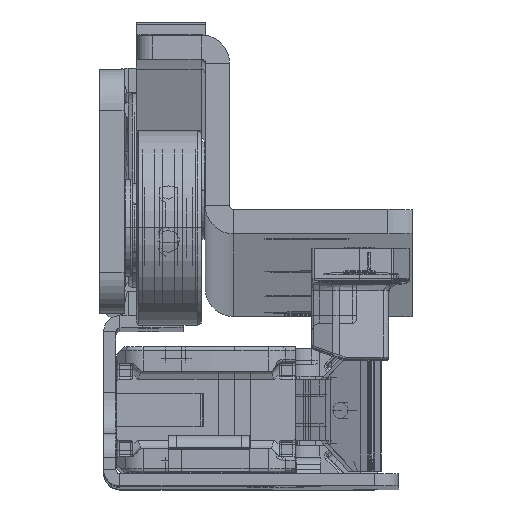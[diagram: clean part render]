
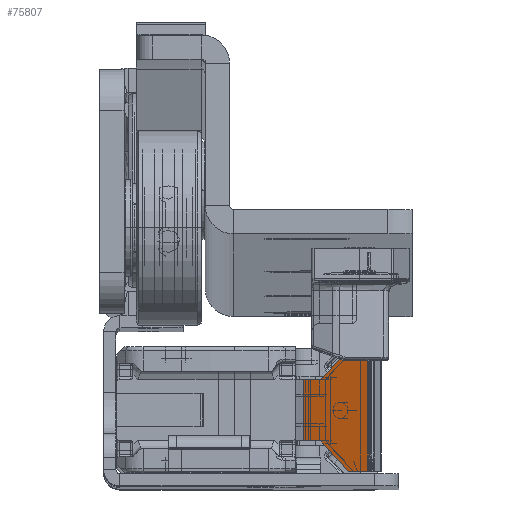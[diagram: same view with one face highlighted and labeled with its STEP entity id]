
A CAD part, top view. The second image highlights one B-rep face of the part: STEP entity #75807.
In plain terms, the highlighted face is planar.
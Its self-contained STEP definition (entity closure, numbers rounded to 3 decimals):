
#1905 = DIRECTION ( 'NONE',  ( 0., 0.707, -0.707 ) ) ;
#3737 = ORIENTED_EDGE ( 'NONE', *, *, #98198, .F. ) ;
#6410 = VECTOR ( 'NONE', #1905, 1000. ) ;
#10253 = FACE_OUTER_BOUND ( 'NONE', #110344, .T. ) ;
#11436 = ORIENTED_EDGE ( 'NONE', *, *, #93181, .T. ) ;
#13623 = CARTESIAN_POINT ( 'NONE',  ( 0., -0.914, 3.75 ) ) ;
#14250 = VERTEX_POINT ( 'NONE', #73700 ) ;
#14821 = LINE ( 'NONE', #23665, #33157 ) ;
#18548 = VECTOR ( 'NONE', #49983, 1000. ) ;
#19177 = DIRECTION ( 'NONE',  ( 0., -1., 0. ) ) ;
#19939 = CIRCLE ( 'NONE', #95868, 1. ) ;
#22621 = VERTEX_POINT ( 'NONE', #112582 ) ;
#23665 = CARTESIAN_POINT ( 'NONE',  ( 0., -2.777, 7.5 ) ) ;
#23736 = VERTEX_POINT ( 'NONE', #75431 ) ;
#26978 = VERTEX_POINT ( 'NONE', #79735 ) ;
#27802 = CARTESIAN_POINT ( 'NONE',  ( 0., 3.25, 7.5 ) ) ;
#31781 = LINE ( 'NONE', #104497, #6410 ) ;
#33056 = EDGE_CURVE ( 'NONE', #133628, #23736, #19939, .T. ) ;
#33157 = VECTOR ( 'NONE', #117437, 1000. ) ;
#34465 = EDGE_CURVE ( 'NONE', #73690, #126880, #14821, .T. ) ;
#37137 = VERTEX_POINT ( 'NONE', #13623 ) ;
#38602 = VECTOR ( 'NONE', #67308, 1000. ) ;
#38692 = CARTESIAN_POINT ( 'NONE',  ( 0., -0.914, 4.75 ) ) ;
#39786 = LINE ( 'NONE', #92172, #18548 ) ;
#40798 = CARTESIAN_POINT ( 'NONE',  ( 0., -2.777, 3.75 ) ) ;
#41352 = ORIENTED_EDGE ( 'NONE', *, *, #64778, .T. ) ;
#41449 = DIRECTION ( 'NONE',  ( -1., 0., 0. ) ) ;
#42184 = CARTESIAN_POINT ( 'NONE',  ( 0., -0.914, -4.75 ) ) ;
#46035 = VERTEX_POINT ( 'NONE', #134314 ) ;
#46934 = LINE ( 'NONE', #80194, #38602 ) ;
#48163 = LINE ( 'NONE', #27802, #109363 ) ;
#49983 = DIRECTION ( 'NONE',  ( 0., 0., -1. ) ) ;
#50472 = CARTESIAN_POINT ( 'NONE',  ( 0., 6., -7.5 ) ) ;
#55546 = AXIS2_PLACEMENT_3D ( 'NONE', #72675, #41449, #125696 ) ;
#57606 = CIRCLE ( 'NONE', #120509, 1. ) ;
#61909 = DIRECTION ( 'NONE',  ( -1., 0., 0. ) ) ;
#64778 = EDGE_CURVE ( 'NONE', #23736, #46035, #31781, .T. ) ;
#65062 = CARTESIAN_POINT ( 'NONE',  ( 0., -3.801, -3.75 ) ) ;
#65370 = EDGE_CURVE ( 'NONE', #46035, #22621, #119856, .T. ) ;
#67278 = VECTOR ( 'NONE', #109262, 1000. ) ;
#67308 = DIRECTION ( 'NONE',  ( 0., 1., 0. ) ) ;
#67791 = LINE ( 'NONE', #65062, #67278 ) ;
#69890 = DIRECTION ( 'NONE',  ( 0., -0.707, -0.707 ) ) ;
#72675 = CARTESIAN_POINT ( 'NONE',  ( 0., 6., 7.5 ) ) ;
#73599 = VECTOR ( 'NONE', #80848, 1000. ) ;
#73690 = VERTEX_POINT ( 'NONE', #40798 ) ;
#73700 = CARTESIAN_POINT ( 'NONE',  ( 0., -0.207, 4.043 ) ) ;
#75431 = CARTESIAN_POINT ( 'NONE',  ( 0., -0.207, -4.043 ) ) ;
#75807 = ADVANCED_FACE ( 'NONE', ( #10253 ), #82206, .F. ) ;
#77405 = EDGE_CURVE ( 'NONE', #112066, #26978, #46934, .T. ) ;
#79735 = CARTESIAN_POINT ( 'NONE',  ( 0., 6., 7.5 ) ) ;
#80194 = CARTESIAN_POINT ( 'NONE',  ( 0., 6., 7.5 ) ) ;
#80453 = EDGE_CURVE ( 'NONE', #126880, #133628, #67791, .T. ) ;
#80848 = DIRECTION ( 'NONE',  ( 0., -1., 0. ) ) ;
#82206 = PLANE ( 'NONE',  #55546 ) ;
#85476 = ORIENTED_EDGE ( 'NONE', *, *, #34465, .T. ) ;
#90998 = ORIENTED_EDGE ( 'NONE', *, *, #77405, .F. ) ;
#91122 = LINE ( 'NONE', #103291, #73599 ) ;
#92172 = CARTESIAN_POINT ( 'NONE',  ( 0., 6., 7.5 ) ) ;
#93075 = ORIENTED_EDGE ( 'NONE', *, *, #114909, .T. ) ;
#93181 = EDGE_CURVE ( 'NONE', #37137, #73690, #91122, .T. ) ;
#93980 = CARTESIAN_POINT ( 'NONE',  ( 0., -0.914, -3.75 ) ) ;
#94057 = ORIENTED_EDGE ( 'NONE', *, *, #80453, .T. ) ;
#95868 = AXIS2_PLACEMENT_3D ( 'NONE', #42184, #61909, #19177 ) ;
#98198 = EDGE_CURVE ( 'NONE', #26978, #22621, #39786, .T. ) ;
#98546 = DIRECTION ( 'NONE',  ( 0., -1., 0. ) ) ;
#100817 = ORIENTED_EDGE ( 'NONE', *, *, #33056, .T. ) ;
#101961 = VECTOR ( 'NONE', #111651, 1000. ) ;
#102828 = ORIENTED_EDGE ( 'NONE', *, *, #65370, .T. ) ;
#103291 = CARTESIAN_POINT ( 'NONE',  ( 0., -3.801, 3.75 ) ) ;
#104497 = CARTESIAN_POINT ( 'NONE',  ( 0., 3.25, -7.5 ) ) ;
#108737 = DIRECTION ( 'NONE',  ( -1., 0., 0. ) ) ;
#109262 = DIRECTION ( 'NONE',  ( 0., 1., 0. ) ) ;
#109363 = VECTOR ( 'NONE', #69890, 1000. ) ;
#110344 = EDGE_LOOP ( 'NONE', ( #93075, #11436, #85476, #94057, #100817, #41352, #102828, #3737, #90998, #120714 ) ) ;
#110548 = CARTESIAN_POINT ( 'NONE',  ( 0., 3.25, 7.5 ) ) ;
#111573 = EDGE_CURVE ( 'NONE', #112066, #14250, #48163, .T. ) ;
#111651 = DIRECTION ( 'NONE',  ( 0., 1., 0. ) ) ;
#112066 = VERTEX_POINT ( 'NONE', #110548 ) ;
#112582 = CARTESIAN_POINT ( 'NONE',  ( 0., 6., -7.5 ) ) ;
#114909 = EDGE_CURVE ( 'NONE', #14250, #37137, #57606, .T. ) ;
#117437 = DIRECTION ( 'NONE',  ( 0., 0., -1. ) ) ;
#119856 = LINE ( 'NONE', #50472, #101961 ) ;
#120509 = AXIS2_PLACEMENT_3D ( 'NONE', #38692, #108737, #98546 ) ;
#120714 = ORIENTED_EDGE ( 'NONE', *, *, #111573, .T. ) ;
#125696 = DIRECTION ( 'NONE',  ( 0., -1., 0. ) ) ;
#126880 = VERTEX_POINT ( 'NONE', #133533 ) ;
#133533 = CARTESIAN_POINT ( 'NONE',  ( 0., -2.777, -3.75 ) ) ;
#133628 = VERTEX_POINT ( 'NONE', #93980 ) ;
#134314 = CARTESIAN_POINT ( 'NONE',  ( 0., 3.25, -7.5 ) ) ;
